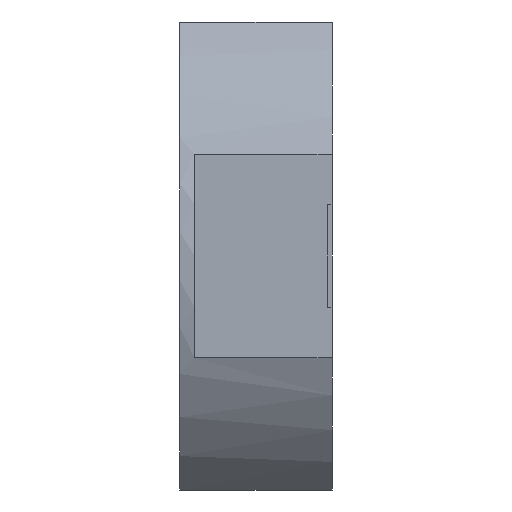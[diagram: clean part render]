
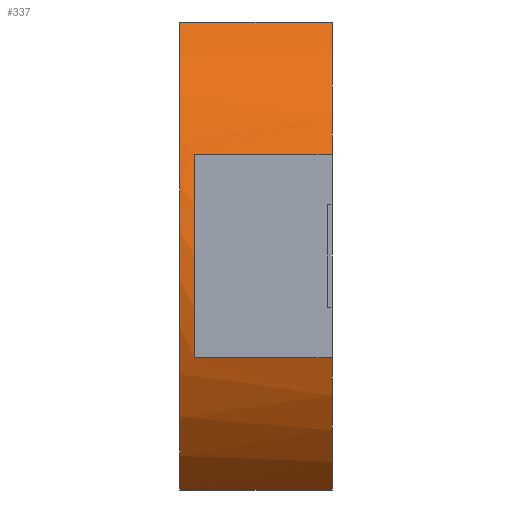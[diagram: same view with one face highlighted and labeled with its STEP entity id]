
A CAD part, left-side view. The second image highlights one B-rep face of the part: STEP entity #337.
In plain terms, the highlighted cylindrical face has radius 10.41 mm (diameter 20.82 mm), a partial arc.
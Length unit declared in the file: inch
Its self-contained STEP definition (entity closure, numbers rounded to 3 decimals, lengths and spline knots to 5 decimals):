
#33 = VERTEX_POINT ( 'NONE', #463 ) ;
#34 = VERTEX_POINT ( 'NONE', #459 ) ;
#35 = VERTEX_POINT ( 'NONE', #450 ) ;
#36 = VERTEX_POINT ( 'NONE', #446 ) ;
#38 = VERTEX_POINT ( 'NONE', #440 ) ;
#43 = VERTEX_POINT ( 'NONE', #430 ) ;
#45 = VERTEX_POINT ( 'NONE', #428 ) ;
#48 = VERTEX_POINT ( 'NONE', #424 ) ;
#80 = CYLINDRICAL_SURFACE ( 'NONE', #539, 0.40984 ) ;
#89 = FACE_OUTER_BOUND ( 'NONE', #707, .T. ) ;
#94 = LINE ( 'NONE', #472, #607 ) ;
#116 = LINE ( 'NONE', #291, #551 ) ;
#118 = LINE ( 'NONE', #280, #547 ) ;
#119 = LINE ( 'NONE', #278, #546 ) ;
#268 = DIRECTION ( 'NONE',  ( 0., 0., 1. ) ) ;
#269 = DIRECTION ( 'NONE',  ( 0., 1., 0. ) ) ;
#271 = CARTESIAN_POINT ( 'NONE',  ( 0., 0.20472, 0. ) ) ;
#276 = DIRECTION ( 'NONE',  ( 0., -1., 0. ) ) ;
#278 = CARTESIAN_POINT ( 'NONE',  ( -0.26224, 0.20472, 0.31496 ) ) ;
#279 = DIRECTION ( 'NONE',  ( 0., 1., 0. ) ) ;
#280 = CARTESIAN_POINT ( 'NONE',  ( -0.26224, 0.20472, -0.31496 ) ) ;
#285 = DIRECTION ( 'NONE',  ( 0., 0., 1. ) ) ;
#286 = DIRECTION ( 'NONE',  ( 0., 1., 0. ) ) ;
#288 = CARTESIAN_POINT ( 'NONE',  ( 0., 0., 0. ) ) ;
#290 = DIRECTION ( 'NONE',  ( 0., -1., 0. ) ) ;
#291 = CARTESIAN_POINT ( 'NONE',  ( -0.38626, 0.20472, 0.13701 ) ) ;
#295 = DIRECTION ( 'NONE',  ( 0., 0., 1. ) ) ;
#296 = DIRECTION ( 'NONE',  ( 0., 1., 0. ) ) ;
#298 = CARTESIAN_POINT ( 'NONE',  ( 0., 0., 0. ) ) ;
#309 = DIRECTION ( 'NONE',  ( 0., 0., -1. ) ) ;
#311 = DIRECTION ( 'NONE',  ( 0., 1., 0. ) ) ;
#315 = CARTESIAN_POINT ( 'NONE',  ( 0., 0.18504, 0. ) ) ;
#337 = ADVANCED_FACE ( 'NONE', ( #89 ), #80, .T. ) ;
#341 = EDGE_CURVE ( 'NONE', #36, #35, #94, .T. ) ;
#355 = EDGE_CURVE ( 'NONE', #35, #34, #579, .T. ) ;
#375 = ORIENTED_EDGE ( 'NONE', *, *, #341, .T. ) ;
#424 = CARTESIAN_POINT ( 'NONE',  ( -0.26224, 0.20472, 0.31496 ) ) ;
#428 = CARTESIAN_POINT ( 'NONE',  ( -0.26224, 0.20472, -0.31496 ) ) ;
#430 = CARTESIAN_POINT ( 'NONE',  ( -0.26224, 0., -0.31496 ) ) ;
#440 = CARTESIAN_POINT ( 'NONE',  ( -0.38626, 0., 0.13701 ) ) ;
#446 = CARTESIAN_POINT ( 'NONE',  ( -0.38626, 0., -0.13701 ) ) ;
#450 = CARTESIAN_POINT ( 'NONE',  ( -0.38626, 0.18504, -0.13701 ) ) ;
#459 = CARTESIAN_POINT ( 'NONE',  ( -0.38626, 0.18504, 0.13701 ) ) ;
#463 = CARTESIAN_POINT ( 'NONE',  ( -0.26224, 0., 0.31496 ) ) ;
#470 = DIRECTION ( 'NONE',  ( 0., 1., 0. ) ) ;
#472 = CARTESIAN_POINT ( 'NONE',  ( -0.38626, 0.20472, -0.13701 ) ) ;
#483 = DIRECTION ( 'NONE',  ( 0., 0., -1. ) ) ;
#486 = DIRECTION ( 'NONE',  ( 0., -1., 0. ) ) ;
#487 = CARTESIAN_POINT ( 'NONE',  ( 0., 0.20472, 0. ) ) ;
#539 = AXIS2_PLACEMENT_3D ( 'NONE', #487, #486, #483 ) ;
#543 = AXIS2_PLACEMENT_3D ( 'NONE', #271, #269, #268 ) ;
#546 = VECTOR ( 'NONE', #276, 39.37008 ) ;
#547 = VECTOR ( 'NONE', #279, 39.37008 ) ;
#550 = AXIS2_PLACEMENT_3D ( 'NONE', #288, #286, #285 ) ;
#551 = VECTOR ( 'NONE', #290, 39.37008 ) ;
#554 = AXIS2_PLACEMENT_3D ( 'NONE', #298, #296, #295 ) ;
#571 = CIRCLE ( 'NONE', #554, 0.40984 ) ;
#572 = CIRCLE ( 'NONE', #543, 0.40984 ) ;
#574 = CIRCLE ( 'NONE', #550, 0.40984 ) ;
#577 = AXIS2_PLACEMENT_3D ( 'NONE', #315, #311, #309 ) ;
#579 = CIRCLE ( 'NONE', #577, 0.40984 ) ;
#607 = VECTOR ( 'NONE', #470, 39.37008 ) ;
#632 = EDGE_CURVE ( 'NONE', #38, #33, #571, .T. ) ;
#634 = EDGE_CURVE ( 'NONE', #34, #38, #116, .T. ) ;
#635 = EDGE_CURVE ( 'NONE', #43, #36, #574, .T. ) ;
#637 = EDGE_CURVE ( 'NONE', #43, #45, #118, .T. ) ;
#638 = EDGE_CURVE ( 'NONE', #48, #33, #119, .T. ) ;
#640 = EDGE_CURVE ( 'NONE', #45, #48, #572, .T. ) ;
#665 = ORIENTED_EDGE ( 'NONE', *, *, #634, .T. ) ;
#666 = ORIENTED_EDGE ( 'NONE', *, *, #355, .T. ) ;
#668 = ORIENTED_EDGE ( 'NONE', *, *, #632, .T. ) ;
#670 = ORIENTED_EDGE ( 'NONE', *, *, #638, .F. ) ;
#673 = ORIENTED_EDGE ( 'NONE', *, *, #640, .F. ) ;
#674 = ORIENTED_EDGE ( 'NONE', *, *, #637, .F. ) ;
#675 = ORIENTED_EDGE ( 'NONE', *, *, #635, .T. ) ;
#707 = EDGE_LOOP ( 'NONE', ( #375, #666, #665, #668, #670, #673, #674, #675 ) ) ;
